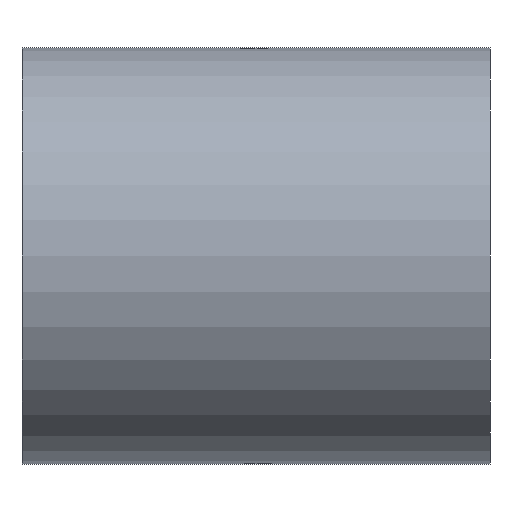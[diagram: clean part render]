
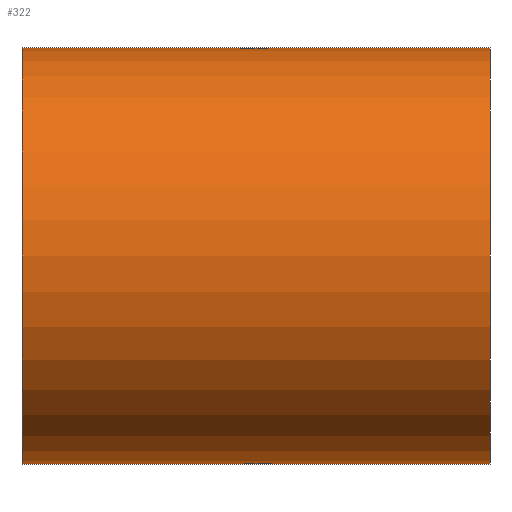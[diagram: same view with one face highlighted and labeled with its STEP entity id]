
A CAD part, left-side view. The second image highlights one B-rep face of the part: STEP entity #322.
In plain terms, the highlighted cylindrical face has radius 8 mm (diameter 16 mm), a partial arc.
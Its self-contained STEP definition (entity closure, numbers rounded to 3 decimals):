
#4 = EDGE_CURVE ( 'NONE', #196, #210, #266, .T. ) ;
#5 = EDGE_CURVE ( 'NONE', #148, #12, #268, .T. ) ;
#11 = EDGE_LOOP ( 'NONE', ( #363, #168, #57, #47, #140, #170 ) ) ;
#12 = VERTEX_POINT ( 'NONE', #235 ) ;
#23 = CARTESIAN_POINT ( 'NONE',  ( -200., -9., 0. ) ) ;
#26 = CIRCLE ( 'NONE', #188, 8. ) ;
#47 = ORIENTED_EDGE ( 'NONE', *, *, #4, .T. ) ;
#54 = CARTESIAN_POINT ( 'NONE',  ( -200., 9., -8. ) ) ;
#57 = ORIENTED_EDGE ( 'NONE', *, *, #382, .T. ) ;
#59 = CARTESIAN_POINT ( 'NONE',  ( -200., 0., -8. ) ) ;
#63 = CARTESIAN_POINT ( 'NONE',  ( -200., 9., 0. ) ) ;
#83 = AXIS2_PLACEMENT_3D ( 'NONE', #302, #312, #181 ) ;
#111 = DIRECTION ( 'NONE',  ( 0., -1., 0. ) ) ;
#129 = CIRCLE ( 'NONE', #83, 8. ) ;
#131 = CYLINDRICAL_SURFACE ( 'NONE', #250, 8. ) ;
#140 = ORIENTED_EDGE ( 'NONE', *, *, #187, .T. ) ;
#146 = EDGE_CURVE ( 'NONE', #306, #148, #129, .T. ) ;
#148 = VERTEX_POINT ( 'NONE', #174 ) ;
#162 = CARTESIAN_POINT ( 'NONE',  ( -200., 9., -8. ) ) ;
#168 = ORIENTED_EDGE ( 'NONE', *, *, #146, .F. ) ;
#170 = ORIENTED_EDGE ( 'NONE', *, *, #223, .F. ) ;
#174 = CARTESIAN_POINT ( 'NONE',  ( -200., 9., 8. ) ) ;
#181 = DIRECTION ( 'NONE',  ( 0., 0., 1. ) ) ;
#186 = DIRECTION ( 'NONE',  ( 0., -1., 0. ) ) ;
#187 = EDGE_CURVE ( 'NONE', #210, #200, #26, .T. ) ;
#188 = AXIS2_PLACEMENT_3D ( 'NONE', #23, #241, #411 ) ;
#193 = DIRECTION ( 'NONE',  ( 0., -1., 0. ) ) ;
#196 = VERTEX_POINT ( 'NONE', #59 ) ;
#200 = VERTEX_POINT ( 'NONE', #273 ) ;
#210 = VERTEX_POINT ( 'NONE', #372 ) ;
#223 = EDGE_CURVE ( 'NONE', #12, #200, #248, .T. ) ;
#235 = CARTESIAN_POINT ( 'NONE',  ( -200., 0., 8. ) ) ;
#241 = DIRECTION ( 'NONE',  ( 0., 1., 0. ) ) ;
#248 = LINE ( 'NONE', #341, #309 ) ;
#250 = AXIS2_PLACEMENT_3D ( 'NONE', #63, #186, #252 ) ;
#252 = DIRECTION ( 'NONE',  ( 0., 0., -1. ) ) ;
#266 = LINE ( 'NONE', #54, #387 ) ;
#268 = LINE ( 'NONE', #403, #323 ) ;
#273 = CARTESIAN_POINT ( 'NONE',  ( -200., -9., 8. ) ) ;
#302 = CARTESIAN_POINT ( 'NONE',  ( -200., 9., 0. ) ) ;
#306 = VERTEX_POINT ( 'NONE', #314 ) ;
#309 = VECTOR ( 'NONE', #379, 1000. ) ;
#312 = DIRECTION ( 'NONE',  ( 0., 1., 0. ) ) ;
#314 = CARTESIAN_POINT ( 'NONE',  ( -200., 9., -8. ) ) ;
#322 = ADVANCED_FACE ( 'NONE', ( #413 ), #131, .T. ) ;
#323 = VECTOR ( 'NONE', #111, 1000. ) ;
#341 = CARTESIAN_POINT ( 'NONE',  ( -200., 9., 8. ) ) ;
#343 = VECTOR ( 'NONE', #193, 1000. ) ;
#363 = ORIENTED_EDGE ( 'NONE', *, *, #5, .F. ) ;
#372 = CARTESIAN_POINT ( 'NONE',  ( -200., -9., -8. ) ) ;
#379 = DIRECTION ( 'NONE',  ( 0., -1., 0. ) ) ;
#382 = EDGE_CURVE ( 'NONE', #306, #196, #391, .T. ) ;
#387 = VECTOR ( 'NONE', #401, 1000. ) ;
#391 = LINE ( 'NONE', #162, #343 ) ;
#401 = DIRECTION ( 'NONE',  ( 0., -1., 0. ) ) ;
#403 = CARTESIAN_POINT ( 'NONE',  ( -200., 9., 8. ) ) ;
#411 = DIRECTION ( 'NONE',  ( 0., 0., 1. ) ) ;
#413 = FACE_OUTER_BOUND ( 'NONE', #11, .T. ) ;
